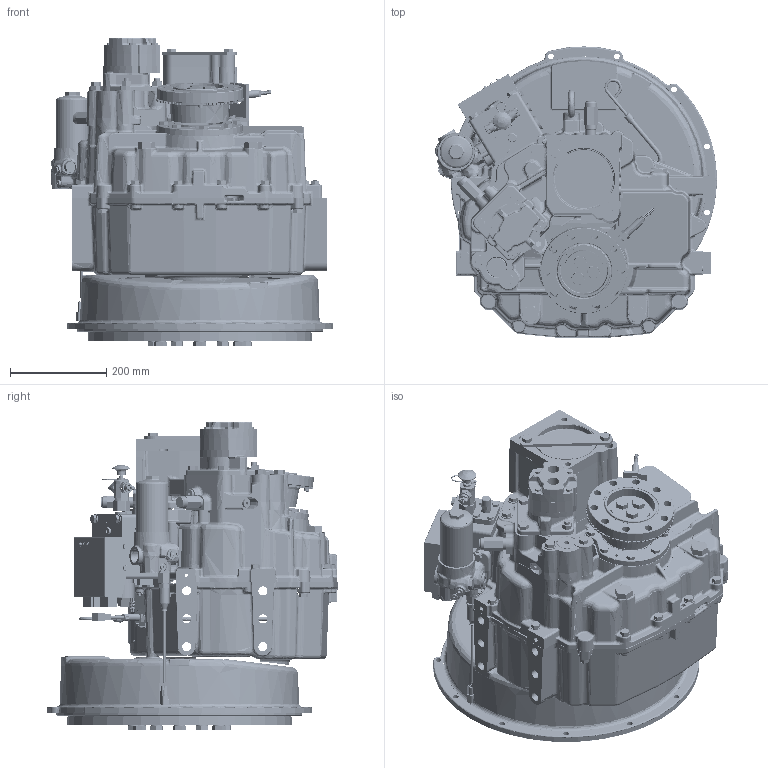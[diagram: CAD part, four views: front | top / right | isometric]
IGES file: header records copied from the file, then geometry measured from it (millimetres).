
Start section: SolidWorks IGES file using analytic representation for surfaces
Global section: file name: PX12820.IGS; native system: SolidWorks 2010; preprocessor: SolidWorks 2010; author: josephf; date: 141028.074432; units: millimetre
Bounding box: 586.38 x 606.29 x 640.71 mm (x, y, z)
Surface area: 2856103.1 mm2 (no closed solid volume)
Topology: 0 solids, 0 shells, 5150 faces, 81231 edges, 81047 vertices
Faces by surface type: bspline 3042, revolution 2108
